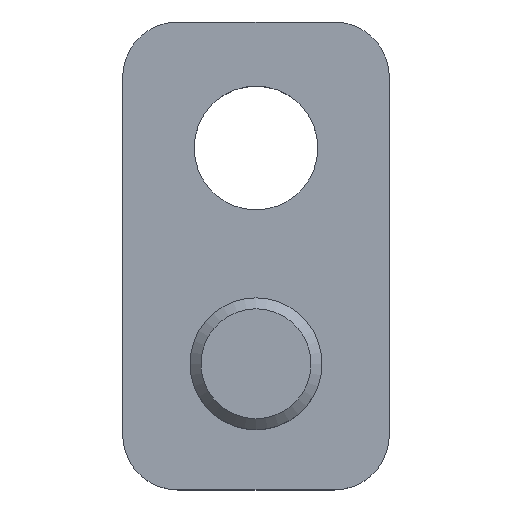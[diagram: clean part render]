
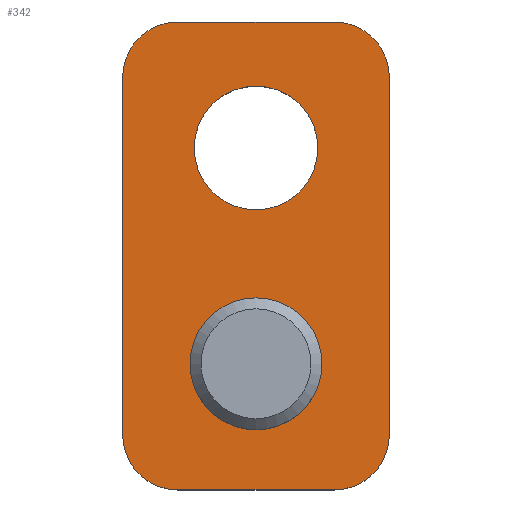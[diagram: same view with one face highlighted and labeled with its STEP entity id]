
A CAD part, top view. The second image highlights one B-rep face of the part: STEP entity #342.
In plain terms, the highlighted planar face has unit normal (0, 0, 1).
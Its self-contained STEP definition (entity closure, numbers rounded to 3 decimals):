
#15=FACE_BOUND('',#61,.T.);
#16=FACE_BOUND('',#62,.T.);
#19=PLANE('',#381);
#38=FACE_OUTER_BOUND('',#60,.T.);
#60=EDGE_LOOP('',(#247,#248,#249,#250,#251,#252,#253,#254));
#61=EDGE_LOOP('',(#255));
#62=EDGE_LOOP('',(#256));
#84=LINE('',#542,#115);
#85=LINE('',#546,#116);
#86=LINE('',#550,#117);
#87=LINE('',#553,#118);
#115=VECTOR('',#434,10.);
#116=VECTOR('',#437,10.);
#117=VECTOR('',#440,10.);
#118=VECTOR('',#443,10.);
#146=CIRCLE('',#379,2.4);
#147=CIRCLE('',#382,2.);
#148=CIRCLE('',#383,2.);
#149=CIRCLE('',#384,2.);
#150=CIRCLE('',#385,2.);
#151=CIRCLE('',#386,2.25);
#163=VERTEX_POINT('',#533);
#164=VERTEX_POINT('',#538);
#165=VERTEX_POINT('',#539);
#166=VERTEX_POINT('',#541);
#167=VERTEX_POINT('',#543);
#168=VERTEX_POINT('',#545);
#169=VERTEX_POINT('',#547);
#170=VERTEX_POINT('',#549);
#171=VERTEX_POINT('',#551);
#172=VERTEX_POINT('',#554);
#194=EDGE_CURVE('',#163,#163,#146,.F.);
#195=EDGE_CURVE('',#164,#165,#147,.T.);
#196=EDGE_CURVE('',#164,#166,#84,.T.);
#197=EDGE_CURVE('',#167,#166,#148,.T.);
#198=EDGE_CURVE('',#168,#167,#85,.T.);
#199=EDGE_CURVE('',#169,#168,#149,.T.);
#200=EDGE_CURVE('',#170,#169,#86,.T.);
#201=EDGE_CURVE('',#171,#170,#150,.T.);
#202=EDGE_CURVE('',#165,#171,#87,.T.);
#203=EDGE_CURVE('',#172,#172,#151,.T.);
#247=ORIENTED_EDGE('',*,*,#195,.F.);
#248=ORIENTED_EDGE('',*,*,#196,.T.);
#249=ORIENTED_EDGE('',*,*,#197,.F.);
#250=ORIENTED_EDGE('',*,*,#198,.F.);
#251=ORIENTED_EDGE('',*,*,#199,.F.);
#252=ORIENTED_EDGE('',*,*,#200,.F.);
#253=ORIENTED_EDGE('',*,*,#201,.F.);
#254=ORIENTED_EDGE('',*,*,#202,.F.);
#255=ORIENTED_EDGE('',*,*,#194,.T.);
#256=ORIENTED_EDGE('',*,*,#203,.F.);
#342=ADVANCED_FACE('',(#38,#15,#16),#19,.F.);
#379=AXIS2_PLACEMENT_3D('',#535,#426,#427);
#381=AXIS2_PLACEMENT_3D('',#537,#430,#431);
#382=AXIS2_PLACEMENT_3D('',#540,#432,#433);
#383=AXIS2_PLACEMENT_3D('',#544,#435,#436);
#384=AXIS2_PLACEMENT_3D('',#548,#438,#439);
#385=AXIS2_PLACEMENT_3D('',#552,#441,#442);
#386=AXIS2_PLACEMENT_3D('',#555,#444,#445);
#426=DIRECTION('center_axis',(0.,0.,1.));
#427=DIRECTION('ref_axis',(1.,0.,0.));
#430=DIRECTION('center_axis',(0.,0.,-1.));
#431=DIRECTION('ref_axis',(-1.,0.,0.));
#432=DIRECTION('center_axis',(0.,0.,-1.));
#433=DIRECTION('ref_axis',(-0.707,0.707,0.));
#434=DIRECTION('',(0.,-1.,0.));
#435=DIRECTION('center_axis',(0.,0.,-1.));
#436=DIRECTION('ref_axis',(-0.707,-0.707,0.));
#437=DIRECTION('',(-1.,0.,0.));
#438=DIRECTION('center_axis',(0.,0.,-1.));
#439=DIRECTION('ref_axis',(0.707,-0.707,0.));
#440=DIRECTION('',(0.,-1.,0.));
#441=DIRECTION('center_axis',(0.,0.,-1.));
#442=DIRECTION('ref_axis',(0.707,0.707,0.));
#443=DIRECTION('',(1.,0.,0.));
#444=DIRECTION('center_axis',(0.,0.,1.));
#445=DIRECTION('ref_axis',(1.,0.,0.));
#533=CARTESIAN_POINT('',(22.45,27.608,33.07));
#535=CARTESIAN_POINT('Origin',(24.85,27.608,33.07));
#537=CARTESIAN_POINT('Origin',(0.,-11.218,
33.07));
#538=CARTESIAN_POINT('',(20.,38.05,33.07));
#539=CARTESIAN_POINT('',(22.,40.05,33.07));
#540=CARTESIAN_POINT('Origin',(22.,38.05,33.07));
#541=CARTESIAN_POINT('',(20.,25.025,33.07));
#542=CARTESIAN_POINT('',(20.,14.416,33.07));
#543=CARTESIAN_POINT('',(22.,23.025,33.07));
#544=CARTESIAN_POINT('Origin',(22.,25.025,33.07));
#545=CARTESIAN_POINT('',(27.7,23.025,33.07));
#546=CARTESIAN_POINT('',(5.75,23.025,33.07));
#547=CARTESIAN_POINT('',(29.7,25.025,33.07));
#548=CARTESIAN_POINT('Origin',(27.7,25.025,33.07));
#549=CARTESIAN_POINT('',(29.7,38.05,33.07));
#550=CARTESIAN_POINT('',(29.7,5.903,33.07));
#551=CARTESIAN_POINT('',(27.7,40.05,33.07));
#552=CARTESIAN_POINT('Origin',(27.7,38.05,33.07));
#553=CARTESIAN_POINT('',(14.85,40.05,33.07));
#554=CARTESIAN_POINT('',(22.6,35.468,33.07));
#555=CARTESIAN_POINT('Origin',(24.85,35.468,33.07));
